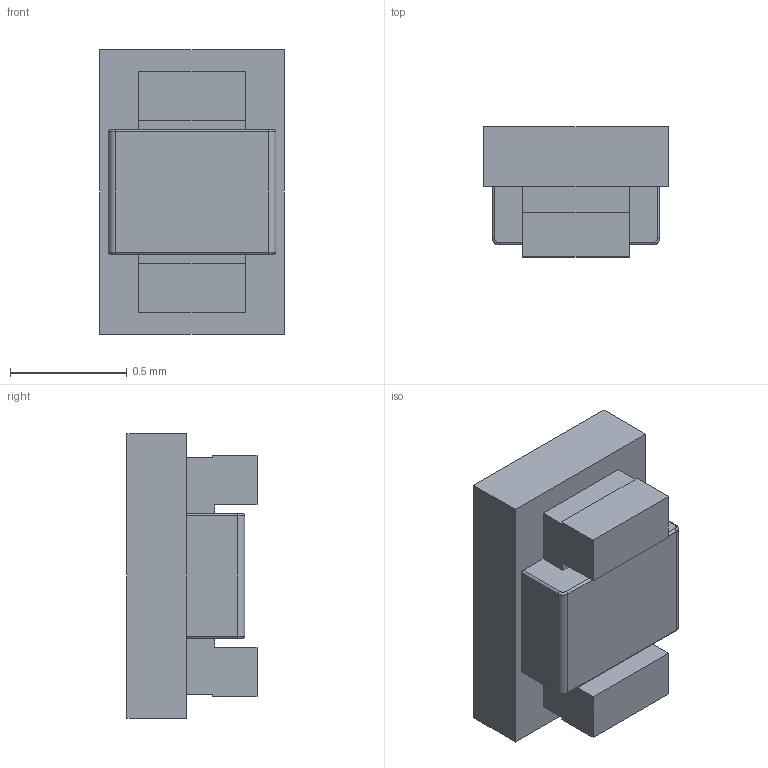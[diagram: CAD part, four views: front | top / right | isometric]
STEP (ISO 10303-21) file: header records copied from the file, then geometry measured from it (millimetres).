
FILE_DESCRIPTION (( 'STEP AP214' ), '1' );
FILE_NAME ('Coilcraft-0402HL.STEP', '2019-01-20T15:45:42', ( '' ), ( '' ), 'SwSTEP 2.0', 'SolidWorks 2018', '' );
FILE_SCHEMA (( 'AUTOMOTIVE_DESIGN' ));
Length unit declared in the file: millimetre
Products named in the file (1): Coilcraft-0402HL
Bounding box: 0.79 x 0.56 x 1.22 mm (x, y, z)
Volume: 0.4 mm3; surface area: 4.2 mm2
Topology: 1 solids, 1 shells, 39 faces, 100 edges, 64 vertices
Faces by surface type: plane 27, cylinder 8, torus 4
Entity records: 1633 total; most frequent: CARTESIAN_POINT 204, DIRECTION 200, ORIENTED_EDGE 200, EDGE_CURVE 100, VECTOR 80, LINE 80, VERTEX_POINT 64, AXIS2_PLACEMENT_3D 60
